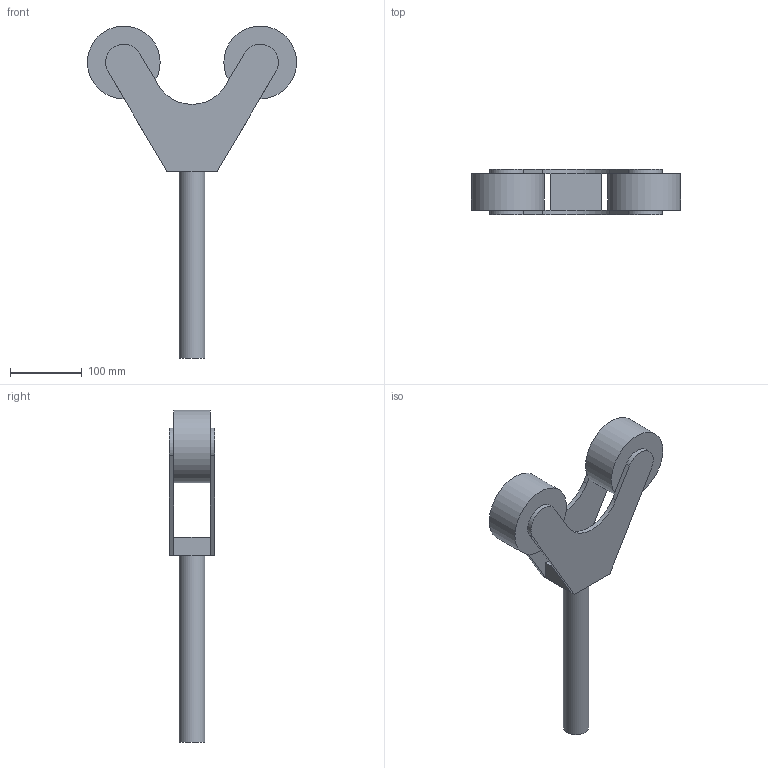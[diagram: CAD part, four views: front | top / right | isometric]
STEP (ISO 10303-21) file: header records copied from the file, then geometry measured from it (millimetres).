
FILE_DESCRIPTION(/* description */ ('STEP AP242','CAx-IF Rec.Pracs.---Representation and Presentation of Product Manufacturing Information (PMI)---4.0---2014-10-13','CAx-IF Rec.Pracs.---3D Tessellated Geometry---0.4---2014-09-14','2;1'),/* implementation_level */ '2;1');
FILE_NAME(/* name */ '67d59c0f3d424d4cfc5d9f7f',/* time_stamp */ '2025-03-15T15:26:07Z',/* author */ (''),/* organization */ (''),/* preprocessor_version */ 'ST-DEVELOPER v20',/* originating_system */ 'ONSHAPE BY PTC INC, 1.195',/* authorisation */ ' ');
FILE_SCHEMA (('AP242_MANAGED_MODEL_BASED_3D_ENGINEERING_MIM_LF { 1 0 10303 442 1 1 4 }'));
Length unit declared in the file: metre
Products named in the file (2): Simulation Assembly; Wrist Shaft
Assembly tree (1 placements, depth 2):
  Simulation Assembly
    Wrist Shaft
Bounding box: 292.1 x 63.5 x 463.55 mm (x, y, z)
Volume: 1438890.2 mm3; surface area: 165933.9 mm2
Topology: 1 solids, 1 shells, 30 faces, 77 edges, 46 vertices
Faces by surface type: plane 21, cylinder 9
Full cylindrical faces by diameter (mm): 35.56 x1, 101.6 x2
Entity records: 986 total; most frequent: DIRECTION 160, CARTESIAN_POINT 152, ORIENTED_EDGE 148, EDGE_CURVE 74, AXIS2_PLACEMENT_3D 54, LINE 52, VECTOR 52, VERTEX_POINT 46
